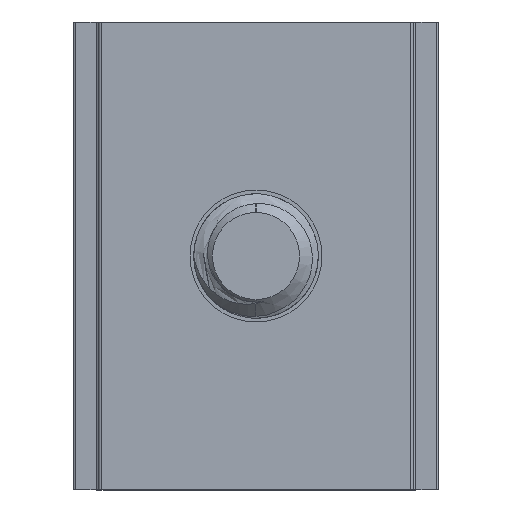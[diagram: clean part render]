
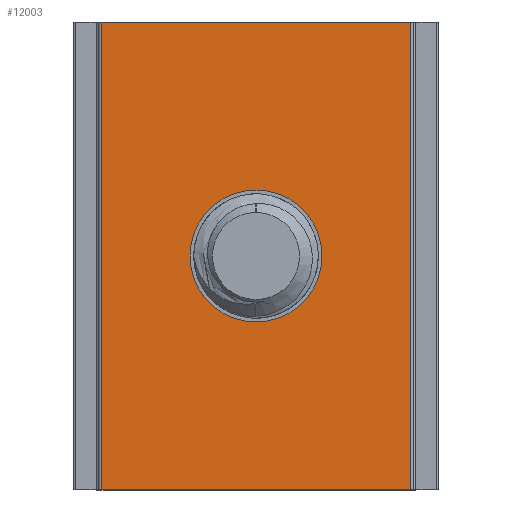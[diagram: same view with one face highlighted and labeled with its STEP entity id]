
A CAD part, front view. The second image highlights one B-rep face of the part: STEP entity #12003.
In plain terms, the highlighted planar face has unit normal (0, -1, 0).
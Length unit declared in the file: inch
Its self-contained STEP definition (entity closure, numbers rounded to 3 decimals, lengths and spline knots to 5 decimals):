
#212 = AXIS2_PLACEMENT_3D ( 'NONE', #4465, #9121, #3435 ) ;
#481 = EDGE_CURVE ( 'NONE', #10380, #4136, #10972, .T. ) ;
#817 = VERTEX_POINT ( 'NONE', #6860 ) ;
#1132 = ORIENTED_EDGE ( 'NONE', *, *, #481, .T. ) ;
#1329 = EDGE_CURVE ( 'NONE', #10456, #4215, #8161, .T. ) ;
#1556 = VERTEX_POINT ( 'NONE', #11479 ) ;
#1861 = CARTESIAN_POINT ( 'NONE',  ( 0., 0., 0.1325 ) ) ;
#1942 = CARTESIAN_POINT ( 'NONE',  ( -0.3675, 0., -0.47 ) ) ;
#2527 = PLANE ( 'NONE',  #5245 ) ;
#2534 = EDGE_CURVE ( 'NONE', #4136, #10380, #10947, .T. ) ;
#2830 = EDGE_CURVE ( 'NONE', #817, #1556, #3608, .T. ) ;
#2905 = EDGE_CURVE ( 'NONE', #1556, #10456, #6917, .T. ) ;
#3082 = EDGE_LOOP ( 'NONE', ( #5928, #7582, #11637, #7560 ) ) ;
#3435 = DIRECTION ( 'NONE',  ( 0., 0., 1. ) ) ;
#3490 = CARTESIAN_POINT ( 'NONE',  ( -0.3675, 0., 0.47 ) ) ;
#3608 = LINE ( 'NONE', #1942, #10168 ) ;
#3626 = CARTESIAN_POINT ( 'NONE',  ( -0.3675, 0., -0.47 ) ) ;
#3766 = LINE ( 'NONE', #4438, #4938 ) ;
#3988 = DIRECTION ( 'NONE',  ( 0., 0., 1. ) ) ;
#4136 = VERTEX_POINT ( 'NONE', #4143 ) ;
#4143 = CARTESIAN_POINT ( 'NONE',  ( 0., 0., -0.1325 ) ) ;
#4215 = VERTEX_POINT ( 'NONE', #7094 ) ;
#4438 = CARTESIAN_POINT ( 'NONE',  ( -0.311, 0., -0.47 ) ) ;
#4465 = CARTESIAN_POINT ( 'NONE',  ( 0., 0., 0. ) ) ;
#4938 = VECTOR ( 'NONE', #10057, 39.37008 ) ;
#5245 = AXIS2_PLACEMENT_3D ( 'NONE', #3626, #6252, #9072 ) ;
#5279 = VECTOR ( 'NONE', #9465, 39.37008 ) ;
#5476 = AXIS2_PLACEMENT_3D ( 'NONE', #6007, #9602, #3988 ) ;
#5928 = ORIENTED_EDGE ( 'NONE', *, *, #1329, .T. ) ;
#6007 = CARTESIAN_POINT ( 'NONE',  ( 0., 0., 0. ) ) ;
#6252 = DIRECTION ( 'NONE',  ( 0., -1., 0. ) ) ;
#6844 = VECTOR ( 'NONE', #10026, 39.37008 ) ;
#6860 = CARTESIAN_POINT ( 'NONE',  ( -0.311, 0., -0.47 ) ) ;
#6917 = LINE ( 'NONE', #7720, #5279 ) ;
#7094 = CARTESIAN_POINT ( 'NONE',  ( -0.311, 0., 0.47 ) ) ;
#7108 = EDGE_CURVE ( 'NONE', #4215, #817, #3766, .T. ) ;
#7142 = FACE_OUTER_BOUND ( 'NONE', #3082, .T. ) ;
#7560 = ORIENTED_EDGE ( 'NONE', *, *, #2905, .T. ) ;
#7582 = ORIENTED_EDGE ( 'NONE', *, *, #7108, .T. ) ;
#7720 = CARTESIAN_POINT ( 'NONE',  ( 0.311, 0., -0.47 ) ) ;
#8026 = ORIENTED_EDGE ( 'NONE', *, *, #2534, .T. ) ;
#8161 = LINE ( 'NONE', #3490, #6844 ) ;
#9072 = DIRECTION ( 'NONE',  ( 0., 0., -1. ) ) ;
#9121 = DIRECTION ( 'NONE',  ( 0., 1., 0. ) ) ;
#9232 = DIRECTION ( 'NONE',  ( 1., 0., 0. ) ) ;
#9400 = EDGE_LOOP ( 'NONE', ( #1132, #8026 ) ) ;
#9465 = DIRECTION ( 'NONE',  ( 0., 0., 1. ) ) ;
#9602 = DIRECTION ( 'NONE',  ( 0., 1., 0. ) ) ;
#10026 = DIRECTION ( 'NONE',  ( -1., 0., 0. ) ) ;
#10057 = DIRECTION ( 'NONE',  ( 0., 0., -1. ) ) ;
#10168 = VECTOR ( 'NONE', #9232, 39.37008 ) ;
#10247 = CARTESIAN_POINT ( 'NONE',  ( 0.311, 0., 0.47 ) ) ;
#10380 = VERTEX_POINT ( 'NONE', #1861 ) ;
#10456 = VERTEX_POINT ( 'NONE', #10247 ) ;
#10947 = CIRCLE ( 'NONE', #5476, 0.1325 ) ;
#10972 = CIRCLE ( 'NONE', #212, 0.1325 ) ;
#11082 = FACE_BOUND ( 'NONE', #9400, .T. ) ;
#11479 = CARTESIAN_POINT ( 'NONE',  ( 0.311, 0., -0.47 ) ) ;
#11637 = ORIENTED_EDGE ( 'NONE', *, *, #2830, .T. ) ;
#12003 = ADVANCED_FACE ( 'NONE', ( #7142, #11082 ), #2527, .T. ) ;
